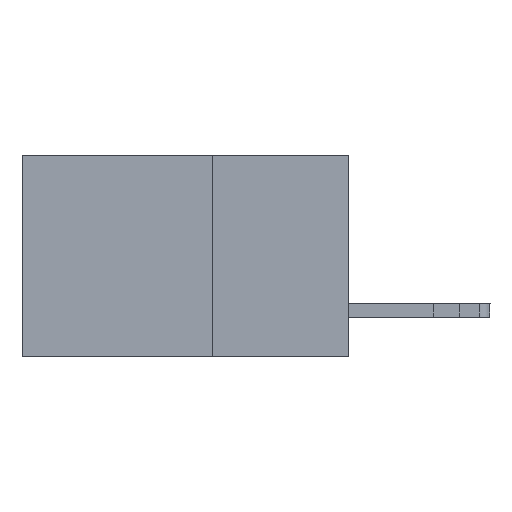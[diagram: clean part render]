
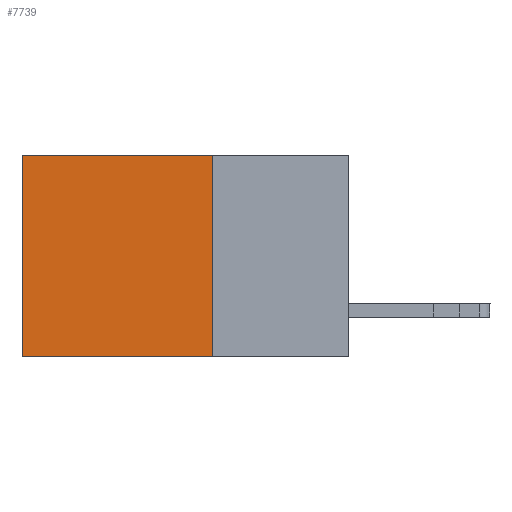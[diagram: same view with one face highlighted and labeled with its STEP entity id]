
A CAD part, left-side view. The second image highlights one B-rep face of the part: STEP entity #7739.
In plain terms, the highlighted planar face has unit normal (-1, 0, 0).
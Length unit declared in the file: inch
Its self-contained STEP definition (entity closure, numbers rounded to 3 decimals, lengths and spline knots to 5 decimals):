
#1002 = ORIENTED_EDGE ( 'NONE', *, *, #7442, .T. ) ;
#2049 = VECTOR ( 'NONE', #4621, 39.37008 ) ;
#2462 = CARTESIAN_POINT ( 'NONE',  ( 0.2615, 0.6, 0. ) ) ;
#3659 = EDGE_CURVE ( 'NONE', #3964, #5380, #14580, .T. ) ;
#3741 = VERTEX_POINT ( 'NONE', #6249 ) ;
#3964 = VERTEX_POINT ( 'NONE', #14151 ) ;
#4444 = CARTESIAN_POINT ( 'NONE',  ( 0.2615, 0.6, -0.37 ) ) ;
#4621 = DIRECTION ( 'NONE',  ( 0., 0., -1. ) ) ;
#4753 = CARTESIAN_POINT ( 'NONE',  ( 0.2615, 0.25, 0. ) ) ;
#5380 = VERTEX_POINT ( 'NONE', #2462 ) ;
#5444 = CARTESIAN_POINT ( 'NONE',  ( 0.2615, 0.25, -0.37 ) ) ;
#6249 = CARTESIAN_POINT ( 'NONE',  ( 0.2615, 0.6, -0.37 ) ) ;
#6827 = VERTEX_POINT ( 'NONE', #14991 ) ;
#7442 = EDGE_CURVE ( 'NONE', #5380, #3741, #10785, .T. ) ;
#7458 = CARTESIAN_POINT ( 'NONE',  ( 0.2615, 0.25, -0.37 ) ) ;
#7739 = ADVANCED_FACE ( 'NONE', ( #15330 ), #11672, .F. ) ;
#7773 = LINE ( 'NONE', #5444, #15405 ) ;
#7806 = EDGE_LOOP ( 'NONE', ( #1002, #8127, #15935, #13941 ) ) ;
#7931 = DIRECTION ( 'NONE',  ( 0., 1., 0. ) ) ;
#8127 = ORIENTED_EDGE ( 'NONE', *, *, #15597, .F. ) ;
#8621 = LINE ( 'NONE', #7458, #2049 ) ;
#9829 = DIRECTION ( 'NONE',  ( 0., 1., 0. ) ) ;
#10785 = LINE ( 'NONE', #4444, #13264 ) ;
#11672 = PLANE ( 'NONE',  #12230 ) ;
#12099 = DIRECTION ( 'NONE',  ( 0., 0., -1. ) ) ;
#12230 = AXIS2_PLACEMENT_3D ( 'NONE', #12917, #15496, #15410 ) ;
#12750 = VECTOR ( 'NONE', #9829, 39.37008 ) ;
#12917 = CARTESIAN_POINT ( 'NONE',  ( 0.2615, 0.25, -0.37 ) ) ;
#12928 = EDGE_CURVE ( 'NONE', #3964, #6827, #8621, .T. ) ;
#13264 = VECTOR ( 'NONE', #12099, 39.37008 ) ;
#13941 = ORIENTED_EDGE ( 'NONE', *, *, #3659, .T. ) ;
#14151 = CARTESIAN_POINT ( 'NONE',  ( 0.2615, 0.25, 0. ) ) ;
#14580 = LINE ( 'NONE', #4753, #12750 ) ;
#14991 = CARTESIAN_POINT ( 'NONE',  ( 0.2615, 0.25, -0.37 ) ) ;
#15330 = FACE_OUTER_BOUND ( 'NONE', #7806, .T. ) ;
#15405 = VECTOR ( 'NONE', #7931, 39.37008 ) ;
#15410 = DIRECTION ( 'NONE',  ( 0., 0., -1. ) ) ;
#15496 = DIRECTION ( 'NONE',  ( 1., 0., 0. ) ) ;
#15597 = EDGE_CURVE ( 'NONE', #6827, #3741, #7773, .T. ) ;
#15935 = ORIENTED_EDGE ( 'NONE', *, *, #12928, .F. ) ;
